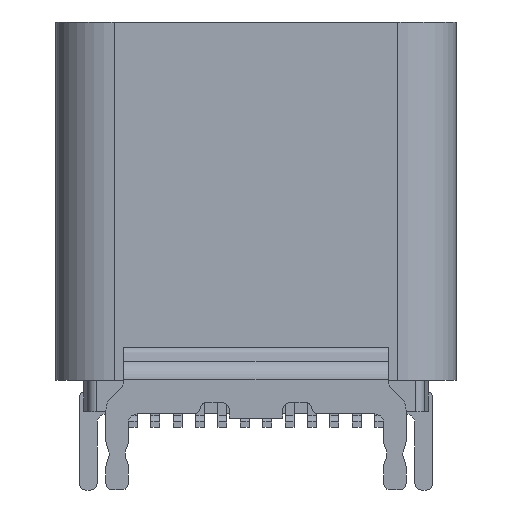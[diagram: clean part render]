
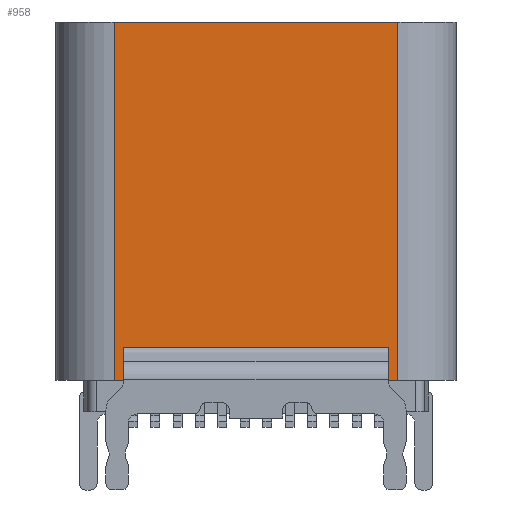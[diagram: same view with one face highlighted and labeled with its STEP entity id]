
A CAD part, front view. The second image highlights one B-rep face of the part: STEP entity #958.
In plain terms, the highlighted planar face has unit normal (0, -1, 0).
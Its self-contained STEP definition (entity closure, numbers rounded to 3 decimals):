
#384=FACE_BOUND('',#2741,.T.);
#385=FACE_BOUND('',#2742,.T.);
#529=CIRCLE('',#13205,0.15);
#530=CIRCLE('',#13206,0.15);
#958=ADVANCED_FACE('',(#384,#385),#1613,.F.);
#1613=PLANE('',#13207);
#2741=EDGE_LOOP('',(#3932,#3933,#3934,#3935,#3936,#3937,#3938,#3939));
#2742=EDGE_LOOP('',(#3940,#3941,#3942,#3943,#3944,#3945));
#3932=ORIENTED_EDGE('',*,*,#8763,.T.);
#3933=ORIENTED_EDGE('',*,*,#8764,.F.);
#3934=ORIENTED_EDGE('',*,*,#8765,.T.);
#3935=ORIENTED_EDGE('',*,*,#8578,.T.);
#3936=ORIENTED_EDGE('',*,*,#8762,.F.);
#3937=ORIENTED_EDGE('',*,*,#8599,.F.);
#3938=ORIENTED_EDGE('',*,*,#8766,.F.);
#3939=ORIENTED_EDGE('',*,*,#8582,.T.);
#3940=ORIENTED_EDGE('',*,*,#8767,.T.);
#3941=ORIENTED_EDGE('',*,*,#8768,.T.);
#3942=ORIENTED_EDGE('',*,*,#8769,.T.);
#3943=ORIENTED_EDGE('',*,*,#8770,.T.);
#3944=ORIENTED_EDGE('',*,*,#8771,.T.);
#3945=ORIENTED_EDGE('',*,*,#8772,.F.);
#7325=VERTEX_POINT('',#18196);
#7326=VERTEX_POINT('',#18198);
#7329=VERTEX_POINT('',#18204);
#7330=VERTEX_POINT('',#18206);
#7342=VERTEX_POINT('',#18237);
#7343=VERTEX_POINT('',#18239);
#7453=VERTEX_POINT('',#18568);
#7454=VERTEX_POINT('',#18570);
#7455=VERTEX_POINT('',#18574);
#7456=VERTEX_POINT('',#18575);
#7457=VERTEX_POINT('',#18577);
#7458=VERTEX_POINT('',#18579);
#7459=VERTEX_POINT('',#18581);
#7460=VERTEX_POINT('',#18583);
#8578=EDGE_CURVE('',#7326,#7325,#10424,.T.);
#8582=EDGE_CURVE('',#7330,#7329,#10428,.T.);
#8599=EDGE_CURVE('',#7342,#7343,#10439,.T.);
#8762=EDGE_CURVE('',#7343,#7325,#10532,.T.);
#8763=EDGE_CURVE('',#7329,#7453,#10533,.T.);
#8764=EDGE_CURVE('',#7454,#7453,#10534,.T.);
#8765=EDGE_CURVE('',#7454,#7326,#10535,.T.);
#8766=EDGE_CURVE('',#7330,#7342,#10536,.T.);
#8767=EDGE_CURVE('',#7455,#7456,#529,.T.);
#8768=EDGE_CURVE('',#7456,#7457,#10537,.T.);
#8769=EDGE_CURVE('',#7457,#7458,#10538,.T.);
#8770=EDGE_CURVE('',#7458,#7459,#10539,.T.);
#8771=EDGE_CURVE('',#7459,#7460,#530,.T.);
#8772=EDGE_CURVE('',#7455,#7460,#10540,.T.);
#10424=LINE('',#18197,#11786);
#10428=LINE('',#18205,#11790);
#10439=LINE('',#18238,#11801);
#10532=LINE('',#18565,#11894);
#10533=LINE('',#18567,#11895);
#10534=LINE('',#18569,#11896);
#10535=LINE('',#18571,#11897);
#10536=LINE('',#18572,#11898);
#10537=LINE('',#18576,#11899);
#10538=LINE('',#18578,#11900);
#10539=LINE('',#18580,#11901);
#10540=LINE('',#18584,#11902);
#11786=VECTOR('',#14430,1.);
#11790=VECTOR('',#14434,1.);
#11801=VECTOR('',#14463,1.);
#11894=VECTOR('',#14788,1.);
#11895=VECTOR('',#14791,1.);
#11896=VECTOR('',#14792,1.);
#11897=VECTOR('',#14793,1.);
#11898=VECTOR('',#14794,1.);
#11899=VECTOR('',#14797,1.);
#11900=VECTOR('',#14798,1.);
#11901=VECTOR('',#14799,1.);
#11902=VECTOR('',#14802,1.);
#13205=AXIS2_PLACEMENT_3D('',#18573,#14795,#14796);
#13206=AXIS2_PLACEMENT_3D('',#18582,#14800,#14801);
#13207=AXIS2_PLACEMENT_3D('',#18585,#14803,#14804);
#14430=DIRECTION('',(1.,0.,0.));
#14434=DIRECTION('',(1.,0.,0.));
#14463=DIRECTION('',(1.,0.,0.));
#14788=DIRECTION('',(0.,0.,-1.));
#14791=DIRECTION('',(0.,0.,1.));
#14792=DIRECTION('',(-1.,0.,0.));
#14793=DIRECTION('',(0.,0.,-1.));
#14794=DIRECTION('',(0.,0.,1.));
#14795=DIRECTION('',(0.,-1.,0.));
#14796=DIRECTION('',(-0.96,0.,0.28));
#14797=DIRECTION('',(0.,0.,-1.));
#14798=DIRECTION('',(-1.,0.,0.));
#14799=DIRECTION('',(0.,0.,1.));
#14800=DIRECTION('',(0.,-1.,0.));
#14801=DIRECTION('',(1.,0.,0.));
#14802=DIRECTION('',(-1.,0.,0.));
#14803=DIRECTION('',(0.,1.,0.));
#14804=DIRECTION('',(1.,0.,0.));
#18196=CARTESIAN_POINT('',(3.17,-1.58,-2.775));
#18197=CARTESIAN_POINT('',(2.95,-1.58,-2.775));
#18198=CARTESIAN_POINT('',(2.95,-1.58,-2.775));
#18204=CARTESIAN_POINT('',(-2.95,-1.58,-2.775));
#18205=CARTESIAN_POINT('',(-3.17,-1.58,-2.775));
#18206=CARTESIAN_POINT('',(-3.17,-1.58,-2.775));
#18237=CARTESIAN_POINT('',(-3.17,-1.58,5.225));
#18238=CARTESIAN_POINT('',(-3.17,-1.58,5.225));
#18239=CARTESIAN_POINT('',(3.17,-1.58,5.225));
#18565=CARTESIAN_POINT('',(3.17,-1.58,5.225));
#18567=CARTESIAN_POINT('',(-2.95,-1.58,-2.775));
#18568=CARTESIAN_POINT('',(-2.95,-1.58,-2.467));
#18569=CARTESIAN_POINT('',(2.95,-1.58,-2.467));
#18570=CARTESIAN_POINT('',(2.95,-1.58,-2.467));
#18571=CARTESIAN_POINT('',(2.95,-1.58,-2.467));
#18572=CARTESIAN_POINT('',(-3.17,-1.58,-2.775));
#18573=CARTESIAN_POINT('',(3.1,-1.58,-2.075));
#18574=CARTESIAN_POINT('',(2.956,-1.58,-2.033));
#18575=CARTESIAN_POINT('',(2.95,-1.58,-2.075));
#18576=CARTESIAN_POINT('',(2.95,-1.58,-2.075));
#18577=CARTESIAN_POINT('',(2.95,-1.58,-2.462));
#18578=CARTESIAN_POINT('',(2.95,-1.58,-2.462));
#18579=CARTESIAN_POINT('',(-2.95,-1.58,-2.462));
#18580=CARTESIAN_POINT('',(-2.95,-1.58,-2.462));
#18581=CARTESIAN_POINT('',(-2.95,-1.58,-2.075));
#18582=CARTESIAN_POINT('',(-3.1,-1.58,-2.075));
#18583=CARTESIAN_POINT('',(-2.956,-1.58,-2.033));
#18584=CARTESIAN_POINT('',(2.956,-1.58,-2.033));
#18585=CARTESIAN_POINT('',(-3.17,-1.58,-2.425));
